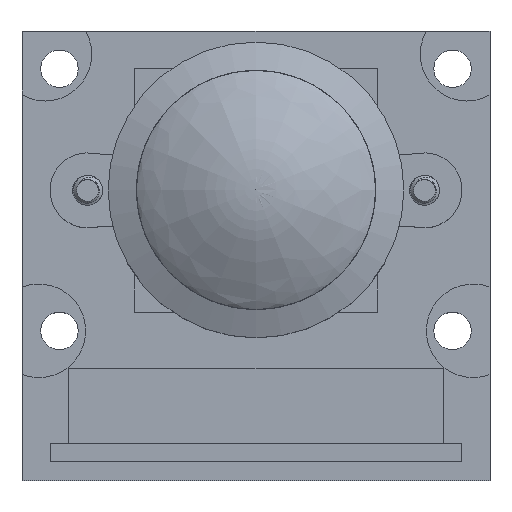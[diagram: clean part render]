
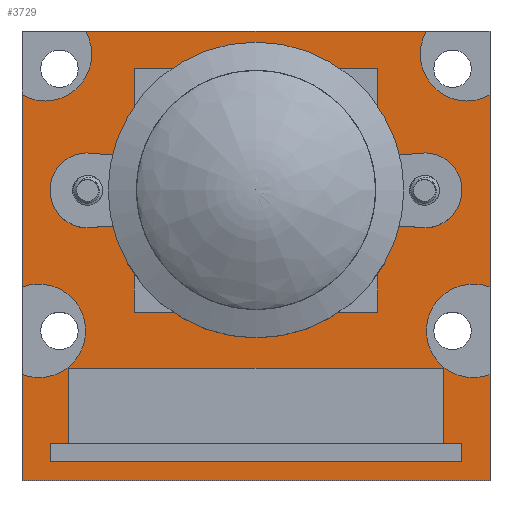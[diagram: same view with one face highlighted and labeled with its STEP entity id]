
A CAD part, top view. The second image highlights one B-rep face of the part: STEP entity #3729.
In plain terms, the highlighted planar face has unit normal (0, 0, 1).
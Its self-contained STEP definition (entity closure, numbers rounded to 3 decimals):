
#69=PLANE('',#4037);
#174=FACE_BOUND('',#621,.T.);
#175=FACE_BOUND('',#622,.T.);
#399=FACE_OUTER_BOUND('',#620,.T.);
#620=EDGE_LOOP('',(#2950,#2951,#2952,#2953,#2954,#2955,#2956,#2957,#2958,
#2959));
#621=EDGE_LOOP('',(#2960));
#622=EDGE_LOOP('',(#2961));
#821=CIRCLE('',#4032,0.75);
#823=CIRCLE('',#4035,0.75);
#825=CIRCLE('',#4038,2.5);
#826=CIRCLE('',#4039,2.5);
#827=CIRCLE('',#4040,2.5);
#828=CIRCLE('',#4041,2.5);
#994=LINE('',#8258,#1300);
#995=LINE('',#8262,#1301);
#996=LINE('',#8266,#1302);
#997=LINE('',#8268,#1303);
#998=LINE('',#8270,#1304);
#999=LINE('',#8273,#1305);
#1300=VECTOR('',#4623,10.);
#1301=VECTOR('',#4626,10.);
#1302=VECTOR('',#4629,10.);
#1303=VECTOR('',#4630,10.);
#1304=VECTOR('',#4631,10.);
#1305=VECTOR('',#4634,10.);
#1687=VERTEX_POINT('',#8242);
#1689=VERTEX_POINT('',#8248);
#1691=VERTEX_POINT('',#8254);
#1692=VERTEX_POINT('',#8255);
#1693=VERTEX_POINT('',#8257);
#1694=VERTEX_POINT('',#8259);
#1695=VERTEX_POINT('',#8261);
#1696=VERTEX_POINT('',#8263);
#1697=VERTEX_POINT('',#8265);
#1698=VERTEX_POINT('',#8267);
#1699=VERTEX_POINT('',#8269);
#1700=VERTEX_POINT('',#8271);
#2139=EDGE_CURVE('',#1687,#1687,#821,.T.);
#2142=EDGE_CURVE('',#1689,#1689,#823,.T.);
#2145=EDGE_CURVE('',#1691,#1692,#825,.T.);
#2146=EDGE_CURVE('',#1692,#1693,#994,.T.);
#2147=EDGE_CURVE('',#1693,#1694,#826,.T.);
#2148=EDGE_CURVE('',#1694,#1695,#995,.T.);
#2149=EDGE_CURVE('',#1695,#1696,#827,.T.);
#2150=EDGE_CURVE('',#1696,#1697,#996,.T.);
#2151=EDGE_CURVE('',#1697,#1698,#997,.T.);
#2152=EDGE_CURVE('',#1698,#1699,#998,.T.);
#2153=EDGE_CURVE('',#1699,#1700,#828,.T.);
#2154=EDGE_CURVE('',#1700,#1691,#999,.T.);
#2950=ORIENTED_EDGE('',*,*,#2145,.T.);
#2951=ORIENTED_EDGE('',*,*,#2146,.T.);
#2952=ORIENTED_EDGE('',*,*,#2147,.T.);
#2953=ORIENTED_EDGE('',*,*,#2148,.T.);
#2954=ORIENTED_EDGE('',*,*,#2149,.T.);
#2955=ORIENTED_EDGE('',*,*,#2150,.T.);
#2956=ORIENTED_EDGE('',*,*,#2151,.T.);
#2957=ORIENTED_EDGE('',*,*,#2152,.T.);
#2958=ORIENTED_EDGE('',*,*,#2153,.T.);
#2959=ORIENTED_EDGE('',*,*,#2154,.T.);
#2960=ORIENTED_EDGE('',*,*,#2139,.T.);
#2961=ORIENTED_EDGE('',*,*,#2142,.T.);
#3729=ADVANCED_FACE('',(#399,#174,#175),#69,.T.);
#4032=AXIS2_PLACEMENT_3D('',#8243,#4607,#4608);
#4035=AXIS2_PLACEMENT_3D('',#8249,#4614,#4615);
#4037=AXIS2_PLACEMENT_3D('',#8253,#4619,#4620);
#4038=AXIS2_PLACEMENT_3D('',#8256,#4621,#4622);
#4039=AXIS2_PLACEMENT_3D('',#8260,#4624,#4625);
#4040=AXIS2_PLACEMENT_3D('',#8264,#4627,#4628);
#4041=AXIS2_PLACEMENT_3D('',#8272,#4632,#4633);
#4607=DIRECTION('center_axis',(0.,0.,-1.));
#4608=DIRECTION('ref_axis',(-1.,0.,0.));
#4614=DIRECTION('center_axis',(0.,0.,-1.));
#4615=DIRECTION('ref_axis',(-1.,0.,0.));
#4619=DIRECTION('center_axis',(0.,0.,1.));
#4620=DIRECTION('ref_axis',(1.,0.,0.));
#4621=DIRECTION('center_axis',(0.,0.,-1.));
#4622=DIRECTION('ref_axis',(-1.,0.,0.));
#4623=DIRECTION('',(-1.,0.,0.));
#4624=DIRECTION('center_axis',(0.,0.,-1.));
#4625=DIRECTION('ref_axis',(-1.,0.,0.));
#4626=DIRECTION('',(0.,-1.,0.));
#4627=DIRECTION('center_axis',(0.,0.,-1.));
#4628=DIRECTION('ref_axis',(-1.,0.,0.));
#4629=DIRECTION('',(0.,-1.,0.));
#4630=DIRECTION('',(1.,0.,0.));
#4631=DIRECTION('',(0.,1.,0.));
#4632=DIRECTION('center_axis',(0.,0.,-1.));
#4633=DIRECTION('ref_axis',(-1.,0.,0.));
#4634=DIRECTION('',(0.,1.,0.));
#8242=CARTESIAN_POINT('',(9.75,3.5,0.5));
#8243=CARTESIAN_POINT('Origin',(9.,3.5,0.5));
#8248=CARTESIAN_POINT('',(-8.25,3.5,0.5));
#8249=CARTESIAN_POINT('Origin',(-9.,3.5,0.5));
#8253=CARTESIAN_POINT('Origin',(0.,0.,0.5));
#8254=CARTESIAN_POINT('',(12.5,8.597,0.5));
#8255=CARTESIAN_POINT('',(9.097,12.,0.5));
#8256=CARTESIAN_POINT('Origin',(11.278,10.778,0.5));
#8257=CARTESIAN_POINT('',(-9.097,12.,0.5));
#8258=CARTESIAN_POINT('',(-12.5,12.,0.5));
#8259=CARTESIAN_POINT('',(-12.5,8.597,0.5));
#8260=CARTESIAN_POINT('Origin',(-11.278,10.778,0.5));
#8261=CARTESIAN_POINT('',(-12.5,-1.668,0.5));
#8262=CARTESIAN_POINT('',(-12.5,-12.,0.5));
#8263=CARTESIAN_POINT('',(-12.5,-6.332,0.5));
#8264=CARTESIAN_POINT('Origin',(-11.6,-4.,0.5));
#8265=CARTESIAN_POINT('',(-12.5,-12.,0.5));
#8266=CARTESIAN_POINT('',(-12.5,-12.,0.5));
#8267=CARTESIAN_POINT('',(12.5,-12.,0.5));
#8268=CARTESIAN_POINT('',(12.5,-12.,0.5));
#8269=CARTESIAN_POINT('',(12.5,-6.332,0.5));
#8270=CARTESIAN_POINT('',(12.5,12.,0.5));
#8271=CARTESIAN_POINT('',(12.5,-1.668,0.5));
#8272=CARTESIAN_POINT('Origin',(11.6,-4.,0.5));
#8273=CARTESIAN_POINT('',(12.5,12.,0.5));
